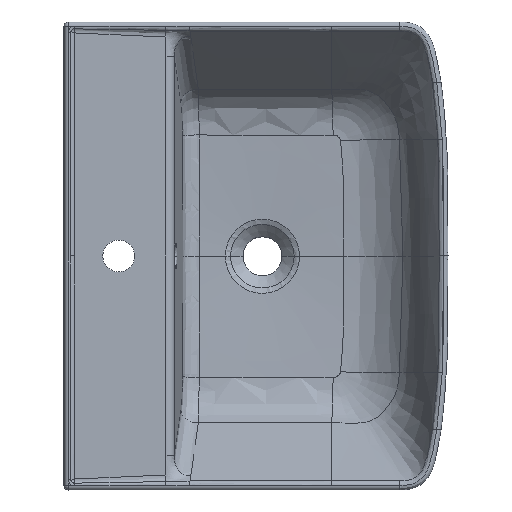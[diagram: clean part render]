
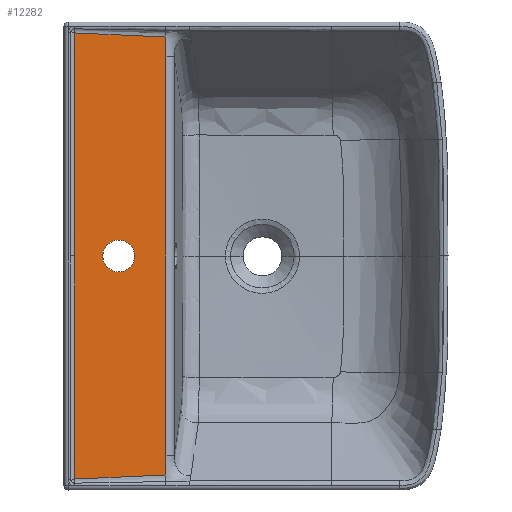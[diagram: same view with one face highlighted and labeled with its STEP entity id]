
A CAD part, top view. The second image highlights one B-rep face of the part: STEP entity #12282.
In plain terms, the highlighted planar face has unit normal (0.035, 0, 0.999).
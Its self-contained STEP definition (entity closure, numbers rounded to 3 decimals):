
#2056=DIRECTION('',(0.,1.,0.));
#2057=VECTOR('',#2056,252.672);
#2058=CARTESIAN_POINT('',(-212.832,0.,
193.527));
#2059=LINE('',#2058,#2057);
#2060=CARTESIAN_POINT('',(-212.832,0.,
193.527));
#2067=DIRECTION('',(0.,-1.,0.));
#2068=VECTOR('',#2067,252.672);
#2069=CARTESIAN_POINT('',(-212.832,0.,
193.527));
#2070=LINE('',#2069,#2068);
#2092=CARTESIAN_POINT('',(-180.932,0.,
192.407));
#2093=CARTESIAN_POINT('',(-180.932,2.121,192.407));
#2094=CARTESIAN_POINT('',(-180.16,6.704,192.381));
#2095=CARTESIAN_POINT('',(-176.052,13.108,192.237));
#2096=CARTESIAN_POINT('',(-169.591,17.231,192.011));
#2097=CARTESIAN_POINT('',(-162.932,18.385,191.779));
#2098=CARTESIAN_POINT('',(-156.273,17.231,191.546));
#2099=CARTESIAN_POINT('',(-149.812,13.108,191.321));
#2100=CARTESIAN_POINT('',(-145.704,6.704,191.177));
#2101=CARTESIAN_POINT('',(-144.932,2.121,191.15));
#2102=CARTESIAN_POINT('',(-144.932,0.,
191.15));
#2104=CARTESIAN_POINT('',(-180.932,0.,
192.407));
#2105=CARTESIAN_POINT('',(-180.932,-2.121,
192.407));
#2106=CARTESIAN_POINT('',(-180.16,-6.704,
192.381));
#2107=CARTESIAN_POINT('',(-176.052,-13.108,
192.237));
#2108=CARTESIAN_POINT('',(-169.591,-17.231,
192.011));
#2109=CARTESIAN_POINT('',(-162.932,-18.385,
191.779));
#2110=CARTESIAN_POINT('',(-156.273,-17.231,
191.546));
#2111=CARTESIAN_POINT('',(-149.812,-13.108,
191.321));
#2112=CARTESIAN_POINT('',(-145.704,-6.704,
191.177));
#2113=CARTESIAN_POINT('',(-144.932,-2.121,
191.15));
#2114=CARTESIAN_POINT('',(-144.932,0.,
191.15));
#2116=DIRECTION('',(0.,-1.,0.));
#2117=VECTOR('',#2116,451.433);
#2118=CARTESIAN_POINT('',(-109.749,225.717,189.922));
#2119=LINE('',#2118,#2117);
#2120=CARTESIAN_POINT('',(-109.749,-248.084,
189.922));
#2121=CARTESIAN_POINT('',(-118.167,-248.458,
190.216));
#2122=CARTESIAN_POINT('',(-135.349,-249.224,
190.786));
#2123=CARTESIAN_POINT('',(-169.71,-250.753,
191.981));
#2124=CARTESIAN_POINT('',(-195.651,-251.908,
192.924));
#2125=CARTESIAN_POINT('',(-212.832,-252.672,
193.525));
#2127=CARTESIAN_POINT('',(-109.749,248.084,189.922));
#2128=CARTESIAN_POINT('',(-118.167,248.458,190.216));
#2129=CARTESIAN_POINT('',(-135.349,249.224,190.786));
#2130=CARTESIAN_POINT('',(-169.71,250.753,191.981));
#2131=CARTESIAN_POINT('',(-195.651,251.908,192.924));
#2132=CARTESIAN_POINT('',(-212.832,252.672,193.525));
#4652=CARTESIAN_POINT('',(-109.749,226.42,189.922));
#4653=CARTESIAN_POINT('',(-109.749,226.343,189.922));
#4654=CARTESIAN_POINT('',(-109.748,226.188,189.922));
#4655=CARTESIAN_POINT('',(-109.749,225.954,189.922));
#4656=CARTESIAN_POINT('',(-109.748,225.796,189.922));
#4657=CARTESIAN_POINT('',(-109.749,225.717,189.922));
#4659=CARTESIAN_POINT('',(-109.749,248.084,189.922));
#4660=CARTESIAN_POINT('',(-109.749,245.434,189.922));
#4661=CARTESIAN_POINT('',(-109.749,240.296,189.922));
#4662=CARTESIAN_POINT('',(-109.749,233.028,189.922));
#4663=CARTESIAN_POINT('',(-109.749,228.564,189.922));
#4664=CARTESIAN_POINT('',(-109.749,226.42,189.922));
#4719=CARTESIAN_POINT('',(-109.749,-225.717,
189.922));
#4726=CARTESIAN_POINT('',(-109.749,225.717,189.922));
#4786=CARTESIAN_POINT('',(-109.749,-248.084,
189.922));
#4787=CARTESIAN_POINT('',(-109.749,-245.434,
189.922));
#4788=CARTESIAN_POINT('',(-109.749,-240.296,
189.922));
#4789=CARTESIAN_POINT('',(-109.749,-233.028,
189.922));
#4790=CARTESIAN_POINT('',(-109.749,-228.564,
189.922));
#4791=CARTESIAN_POINT('',(-109.749,-226.42,
189.922));
#4793=CARTESIAN_POINT('',(-109.749,-226.42,
189.922));
#4794=CARTESIAN_POINT('',(-109.749,-226.343,
189.922));
#4795=CARTESIAN_POINT('',(-109.748,-226.188,
189.922));
#4796=CARTESIAN_POINT('',(-109.749,-225.954,
189.922));
#4797=CARTESIAN_POINT('',(-109.748,-225.796,
189.922));
#4798=CARTESIAN_POINT('',(-109.749,-225.717,
189.922));
#6583=VERTEX_POINT('',#4726);
#6590=VERTEX_POINT('',#2127);
#6591=VERTEX_POINT('',#2132);
#6592=VERTEX_POINT('',#4664);
#6808=VERTEX_POINT('',#4719);
#6815=VERTEX_POINT('',#2120);
#6816=VERTEX_POINT('',#2125);
#6817=VERTEX_POINT('',#4791);
#6990=VERTEX_POINT('',#2060);
#6999=CARTESIAN_POINT('',(-144.932,0.,
191.15));
#7001=VERTEX_POINT('',#6999);
#7003=CARTESIAN_POINT('',(-180.932,0.,192.407));
#7005=VERTEX_POINT('',#7003);
#12253=CARTESIAN_POINT('',(-161.29,0.,
191.722));
#12254=DIRECTION('',(0.035,0.,0.999));
#12255=DIRECTION('',(-0.999,0.,0.035));
#12256=AXIS2_PLACEMENT_3D('',#12253,#12254,#12255);
#12257=PLANE('',#12256);
#12259=ORIENTED_EDGE('',*,*,#12258,.T.);
#12261=ORIENTED_EDGE('',*,*,#12260,.F.);
#12263=ORIENTED_EDGE('',*,*,#12262,.F.);
#12265=ORIENTED_EDGE('',*,*,#12264,.T.);
#12266=ORIENTED_EDGE('',*,*,#12245,.F.);
#12267=ORIENTED_EDGE('',*,*,#12227,.T.);
#12269=ORIENTED_EDGE('',*,*,#12268,.F.);
#12271=ORIENTED_EDGE('',*,*,#12270,.T.);
#12273=ORIENTED_EDGE('',*,*,#12272,.T.);
#12274=EDGE_LOOP('',(#12259,#12261,#12263,#12265,#12266,#12267,#12269,#12271,
#12273));
#12275=FACE_OUTER_BOUND('',#12274,.F.);
#12277=ORIENTED_EDGE('',*,*,#12276,.F.);
#12279=ORIENTED_EDGE('',*,*,#12278,.T.);
#12280=EDGE_LOOP('',(#12277,#12279));
#12281=FACE_BOUND('',#12280,.F.);
#12282=ADVANCED_FACE('',(#12275,#12281),#12257,.T.);
#2103=B_SPLINE_CURVE_WITH_KNOTS('',3,(#2092,#2093,#2094,#2095,#2096,#2097,#2098,
#2099,#2100,#2101,#2102),.UNSPECIFIED.,.F.,.F.,(4,1,1,1,1,1,1,1,4),(0.,
0.125,0.25,0.375,0.5,0.625,0.75,0.875,1.),.UNSPECIFIED.);
#2115=B_SPLINE_CURVE_WITH_KNOTS('',3,(#2104,#2105,#2106,#2107,#2108,#2109,#2110,
#2111,#2112,#2113,#2114),.UNSPECIFIED.,.F.,.F.,(4,1,1,1,1,1,1,1,4),(0.,
0.125,0.25,0.375,0.5,0.625,0.75,0.875,1.),.UNSPECIFIED.);
#2126=B_SPLINE_CURVE_WITH_KNOTS('',3,(#2120,#2121,#2122,#2123,#2124,#2125),
.UNSPECIFIED.,.F.,.F.,(4,1,1,4),(0.,0.245,0.5,1.),
.UNSPECIFIED.);
#2133=B_SPLINE_CURVE_WITH_KNOTS('',3,(#2127,#2128,#2129,#2130,#2131,#2132),
.UNSPECIFIED.,.F.,.F.,(4,1,1,4),(0.,0.245,0.5,1.),
.UNSPECIFIED.);
#4658=B_SPLINE_CURVE_WITH_KNOTS('',3,(#4652,#4653,#4654,#4655,#4656,#4657),
.UNSPECIFIED.,.F.,.F.,(4,1,1,4),(0.,0.333,0.667,1.),
.UNSPECIFIED.);
#4665=B_SPLINE_CURVE_WITH_KNOTS('',3,(#4659,#4660,#4661,#4662,#4663,#4664),
.UNSPECIFIED.,.F.,.F.,(4,1,1,4),(0.,0.333,0.667,1.),
.UNSPECIFIED.);
#4792=B_SPLINE_CURVE_WITH_KNOTS('',3,(#4786,#4787,#4788,#4789,#4790,#4791),
.UNSPECIFIED.,.F.,.F.,(4,1,1,4),(0.,0.333,0.667,1.),
.UNSPECIFIED.);
#4799=B_SPLINE_CURVE_WITH_KNOTS('',3,(#4793,#4794,#4795,#4796,#4797,#4798),
.UNSPECIFIED.,.F.,.F.,(4,1,1,4),(0.,0.333,0.667,1.),
.UNSPECIFIED.);
#12227=EDGE_CURVE('',#6990,#6591,#2059,.T.);
#12245=EDGE_CURVE('',#6990,#6816,#2070,.T.);
#12258=EDGE_CURVE('',#6583,#6808,#2119,.T.);
#12260=EDGE_CURVE('',#6817,#6808,#4799,.T.);
#12262=EDGE_CURVE('',#6815,#6817,#4792,.T.);
#12264=EDGE_CURVE('',#6815,#6816,#2126,.T.);
#12268=EDGE_CURVE('',#6590,#6591,#2133,.T.);
#12270=EDGE_CURVE('',#6590,#6592,#4665,.T.);
#12272=EDGE_CURVE('',#6592,#6583,#4658,.T.);
#12276=EDGE_CURVE('',#7005,#7001,#2103,.T.);
#12278=EDGE_CURVE('',#7005,#7001,#2115,.T.);
